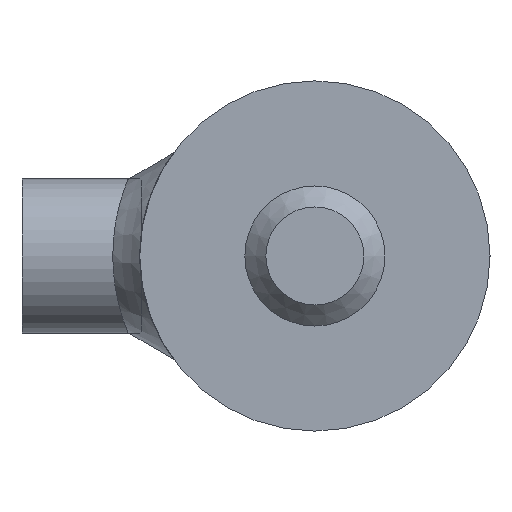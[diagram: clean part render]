
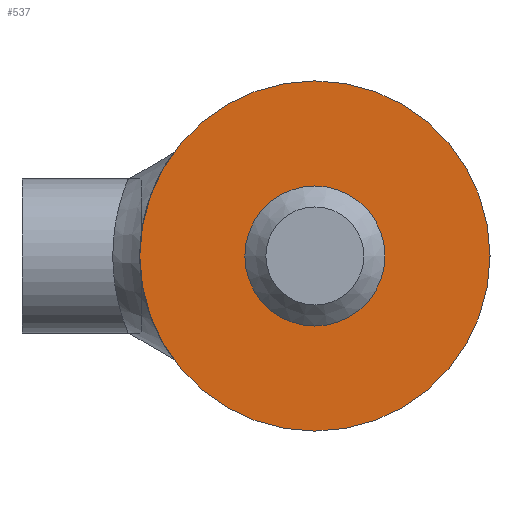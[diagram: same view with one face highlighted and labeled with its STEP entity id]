
A CAD part, left-side view. The second image highlights one B-rep face of the part: STEP entity #537.
In plain terms, the highlighted planar face has unit normal (-1, 0, 0).
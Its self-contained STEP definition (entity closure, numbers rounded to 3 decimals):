
#159=FACE_BOUND('',#218,.T.);
#182=FACE_OUTER_BOUND('',#217,.T.);
#217=EDGE_LOOP('',(#444));
#218=EDGE_LOOP('',(#445));
#247=CIRCLE('',#721,10.);
#249=CIRCLE('',#724,25.);
#284=VERTEX_POINT('',#1729);
#286=VERTEX_POINT('',#1735);
#340=EDGE_CURVE('',#284,#284,#247,.T.);
#343=EDGE_CURVE('',#286,#286,#249,.T.);
#444=ORIENTED_EDGE('',*,*,#343,.F.);
#445=ORIENTED_EDGE('',*,*,#340,.F.);
#514=PLANE('',#726);
#537=ADVANCED_FACE('',(#182,#159),#514,.F.);
#721=AXIS2_PLACEMENT_3D('',#1731,#823,#824);
#724=AXIS2_PLACEMENT_3D('',#1737,#830,#831);
#726=AXIS2_PLACEMENT_3D('',#1739,#834,#835);
#823=DIRECTION('center_axis',(-1.,0.,0.));
#824=DIRECTION('ref_axis',(0.,-1.,0.));
#830=DIRECTION('center_axis',(1.,0.,0.));
#831=DIRECTION('ref_axis',(0.,1.,0.));
#834=DIRECTION('center_axis',(1.,0.,0.));
#835=DIRECTION('ref_axis',(0.,0.,-1.));
#1729=CARTESIAN_POINT('',(0.,10.,0.));
#1731=CARTESIAN_POINT('Origin',(0.,0.,0.));
#1735=CARTESIAN_POINT('',(0.,-25.,0.));
#1737=CARTESIAN_POINT('Origin',(0.,0.,0.));
#1739=CARTESIAN_POINT('Origin',(0.,0.,0.));
